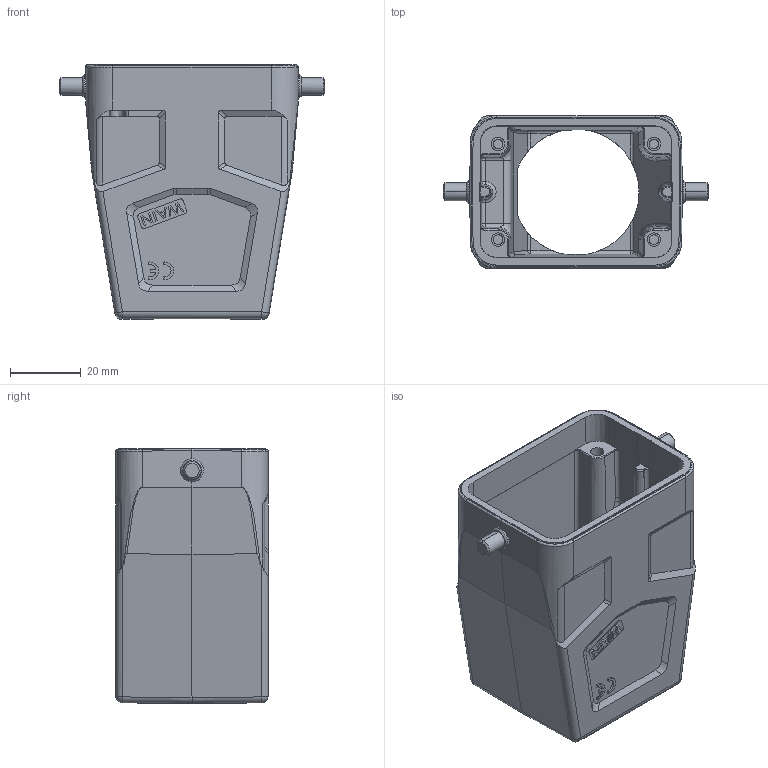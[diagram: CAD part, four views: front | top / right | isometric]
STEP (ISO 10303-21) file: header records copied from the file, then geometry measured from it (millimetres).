
FILE_DESCRIPTION(/* description */ (''),/* implementation_level */ '2;1');
FILE_NAME(/* name */ 'PG29.stp',/* time_stamp */ '2022-08-12T14:59:52+08:00',/* author */ (''),/* organization */ (''),/* preprocessor_version */ 'ST-DEVELOPER v18.1',/* originating_system */ 'SIEMENS PLM Software NX 1980',/* authorisation */ '');
FILE_SCHEMA (('AP203_CONFIGURATION_CONTROLLED_3D_DESIGN_OF_MECHANICAL_PARTS_AND_ASSEMBLIES_MIM_LF { 1 0 10303 403 2 1 2}'));
Length unit declared in the file: millimetre
Products named in the file (1): 3D_1112064105003_EMC.W6B-TEH-2B-PG21_V1.0_step
Bounding box: 75 x 43 x 72 mm (x, y, z)
Volume: 53703.6 mm3; surface area: 27144.2 mm2
Topology: 1 solids, 1 shells, 458 faces, 1184 edges, 747 vertices
Faces by surface type: plane 207, cylinder 171, torus 29, cone 19, sphere 17, bspline 13, extrusion 2
Full cylindrical faces by diameter (mm): 35.6 x1
Entity records: 17146 total; most frequent: CARTESIAN_POINT 6895, ORIENTED_EDGE 2352, DIRECTION 1699, EDGE_CURVE 1176, VERTEX_POINT 746, VECTOR 587, LINE 585, AXIS2_PLACEMENT_3D 556
